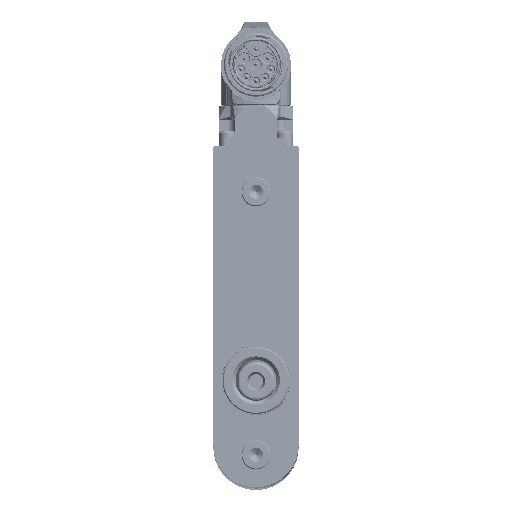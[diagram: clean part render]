
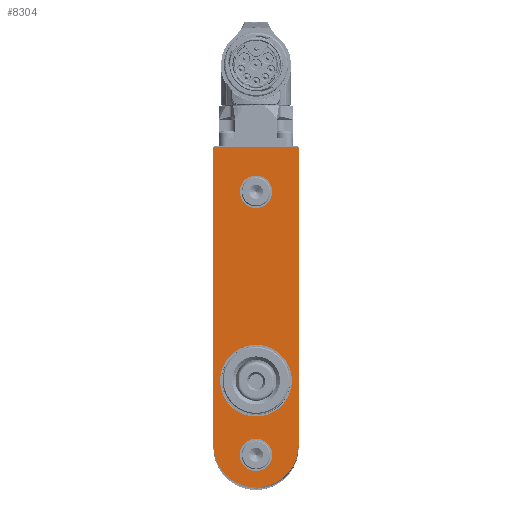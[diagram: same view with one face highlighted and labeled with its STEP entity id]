
A CAD part, top view. The second image highlights one B-rep face of the part: STEP entity #8304.
In plain terms, the highlighted face is planar.
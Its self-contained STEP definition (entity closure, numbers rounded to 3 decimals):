
#1088 = ORIENTED_EDGE ( 'NONE', *, *, #115125, .F. ) ;
#1797 = CIRCLE ( 'NONE', #126447, 12.5 ) ;
#3289 = CIRCLE ( 'NONE', #49793, 0.5 ) ;
#5217 = EDGE_LOOP ( 'NONE', ( #62250 ) ) ;
#6408 = DIRECTION ( 'NONE',  ( 0., 0., 1. ) ) ;
#7267 = EDGE_CURVE ( 'NONE', #65613, #65613, #84856, .T. ) ;
#8304 = ADVANCED_FACE ( 'NONE', ( #82527, #19632, #61334, #71905 ), #40181, .T. ) ;
#9070 = CARTESIAN_POINT ( 'NONE',  ( 0., 87., 0. ) ) ;
#9346 = EDGE_CURVE ( 'NONE', #65419, #94170, #36285, .T. ) ;
#12834 = CARTESIAN_POINT ( 'NONE',  ( -12., 0.5, 0. ) ) ;
#13653 = CARTESIAN_POINT ( 'NONE',  ( -10.5, 68.25, 0. ) ) ;
#13866 = VERTEX_POINT ( 'NONE', #73531 ) ;
#13948 = CARTESIAN_POINT ( 'NONE',  ( 0., 13., 0. ) ) ;
#14324 = EDGE_CURVE ( 'NONE', #80780, #13866, #58557, .T. ) ;
#15284 = AXIS2_PLACEMENT_3D ( 'NONE', #9070, #80558, #50750 ) ;
#16772 = LINE ( 'NONE', #26071, #119874 ) ;
#18356 = CARTESIAN_POINT ( 'NONE',  ( -12.5, 0., 0. ) ) ;
#19632 = FACE_BOUND ( 'NONE', #20495, .T. ) ;
#20495 = EDGE_LOOP ( 'NONE', ( #113866 ) ) ;
#26071 = CARTESIAN_POINT ( 'NONE',  ( -12.5, 0., 0. ) ) ;
#30099 = ORIENTED_EDGE ( 'NONE', *, *, #14324, .T. ) ;
#30706 = EDGE_CURVE ( 'NONE', #80780, #77543, #38241, .T. ) ;
#35204 = CARTESIAN_POINT ( 'NONE',  ( 0., 68.25, 0. ) ) ;
#35680 = AXIS2_PLACEMENT_3D ( 'NONE', #69235, #129444, #96451 ) ;
#36285 = LINE ( 'NONE', #75380, #40814 ) ;
#38241 = LINE ( 'NONE', #18356, #74169 ) ;
#38385 = EDGE_LOOP ( 'NONE', ( #58697, #123063, #114311, #30099, #1088, #77343 ) ) ;
#40181 = PLANE ( 'NONE',  #15284 ) ;
#40814 = VECTOR ( 'NONE', #77326, 1000. ) ;
#42919 = EDGE_CURVE ( 'NONE', #94170, #84992, #1797, .T. ) ;
#45487 = CARTESIAN_POINT ( 'NONE',  ( 0., 87., 0. ) ) ;
#45765 = CARTESIAN_POINT ( 'NONE',  ( -4.75, 13., 0. ) ) ;
#46522 = DIRECTION ( 'NONE',  ( -1., 0., 0. ) ) ;
#46781 = DIRECTION ( 'NONE',  ( -1., 0., 0. ) ) ;
#48181 = CARTESIAN_POINT ( 'NONE',  ( 12., 0.5, 0. ) ) ;
#49793 = AXIS2_PLACEMENT_3D ( 'NONE', #48181, #98513, #77986 ) ;
#50750 = DIRECTION ( 'NONE',  ( -1., 0., 0. ) ) ;
#53031 = CARTESIAN_POINT ( 'NONE',  ( -12.5, 87., 0. ) ) ;
#54671 = VERTEX_POINT ( 'NONE', #13653 ) ;
#58030 = CARTESIAN_POINT ( 'NONE',  ( -12., 0., 0. ) ) ;
#58557 = CIRCLE ( 'NONE', #103011, 0.5 ) ;
#58697 = ORIENTED_EDGE ( 'NONE', *, *, #9346, .F. ) ;
#61334 = FACE_BOUND ( 'NONE', #91271, .T. ) ;
#61800 = CARTESIAN_POINT ( 'NONE',  ( 12., 0., 0. ) ) ;
#62250 = ORIENTED_EDGE ( 'NONE', *, *, #118407, .F. ) ;
#64012 = ORIENTED_EDGE ( 'NONE', *, *, #97413, .F. ) ;
#65419 = VERTEX_POINT ( 'NONE', #69139 ) ;
#65613 = VERTEX_POINT ( 'NONE', #45765 ) ;
#65654 = DIRECTION ( 'NONE',  ( 0., 0., -1. ) ) ;
#69139 = CARTESIAN_POINT ( 'NONE',  ( 12.5, 0.5, 0. ) ) ;
#69235 = CARTESIAN_POINT ( 'NONE',  ( 0., 90., 0. ) ) ;
#71905 = FACE_OUTER_BOUND ( 'NONE', #38385, .T. ) ;
#73531 = CARTESIAN_POINT ( 'NONE',  ( -12.5, 0.5, 0. ) ) ;
#74169 = VECTOR ( 'NONE', #97178, 1000. ) ;
#75380 = CARTESIAN_POINT ( 'NONE',  ( 12.5, 0., 0. ) ) ;
#75519 = DIRECTION ( 'NONE',  ( 0., 0., -1. ) ) ;
#77326 = DIRECTION ( 'NONE',  ( 0., 1., 0. ) ) ;
#77343 = ORIENTED_EDGE ( 'NONE', *, *, #42919, .F. ) ;
#77543 = VERTEX_POINT ( 'NONE', #61800 ) ;
#77986 = DIRECTION ( 'NONE',  ( -1., 0., 0. ) ) ;
#80558 = DIRECTION ( 'NONE',  ( 0., 0., -1. ) ) ;
#80780 = VERTEX_POINT ( 'NONE', #58030 ) ;
#82527 = FACE_BOUND ( 'NONE', #5217, .T. ) ;
#82719 = VERTEX_POINT ( 'NONE', #122985 ) ;
#84856 = CIRCLE ( 'NONE', #106034, 4.75 ) ;
#84992 = VERTEX_POINT ( 'NONE', #53031 ) ;
#86265 = DIRECTION ( 'NONE',  ( 0., 0., -1. ) ) ;
#90589 = EDGE_CURVE ( 'NONE', #65419, #77543, #3289, .T. ) ;
#91271 = EDGE_LOOP ( 'NONE', ( #64012 ) ) ;
#92786 = CIRCLE ( 'NONE', #35680, 4.75 ) ;
#94170 = VERTEX_POINT ( 'NONE', #110614 ) ;
#96451 = DIRECTION ( 'NONE',  ( -1., 0., 0. ) ) ;
#97178 = DIRECTION ( 'NONE',  ( 1., 0., 0. ) ) ;
#97413 = EDGE_CURVE ( 'NONE', #82719, #82719, #92786, .T. ) ;
#97565 = DIRECTION ( 'NONE',  ( 0., -1., 0. ) ) ;
#98095 = DIRECTION ( 'NONE',  ( -1., 0., 0. ) ) ;
#98513 = DIRECTION ( 'NONE',  ( 0., 0., -1. ) ) ;
#103011 = AXIS2_PLACEMENT_3D ( 'NONE', #12834, #86265, #46522 ) ;
#106034 = AXIS2_PLACEMENT_3D ( 'NONE', #13948, #75519, #126356 ) ;
#110614 = CARTESIAN_POINT ( 'NONE',  ( 12.5, 87., 0. ) ) ;
#113866 = ORIENTED_EDGE ( 'NONE', *, *, #7267, .F. ) ;
#114311 = ORIENTED_EDGE ( 'NONE', *, *, #30706, .F. ) ;
#115125 = EDGE_CURVE ( 'NONE', #84992, #13866, #16772, .T. ) ;
#118407 = EDGE_CURVE ( 'NONE', #54671, #54671, #124498, .T. ) ;
#119874 = VECTOR ( 'NONE', #97565, 1000. ) ;
#122985 = CARTESIAN_POINT ( 'NONE',  ( -4.75, 90., 0. ) ) ;
#123063 = ORIENTED_EDGE ( 'NONE', *, *, #90589, .T. ) ;
#124498 = CIRCLE ( 'NONE', #126545, 10.5 ) ;
#126356 = DIRECTION ( 'NONE',  ( -1., 0., 0. ) ) ;
#126447 = AXIS2_PLACEMENT_3D ( 'NONE', #45487, #6408, #46781 ) ;
#126545 = AXIS2_PLACEMENT_3D ( 'NONE', #35204, #65654, #98095 ) ;
#129444 = DIRECTION ( 'NONE',  ( 0., 0., -1. ) ) ;
